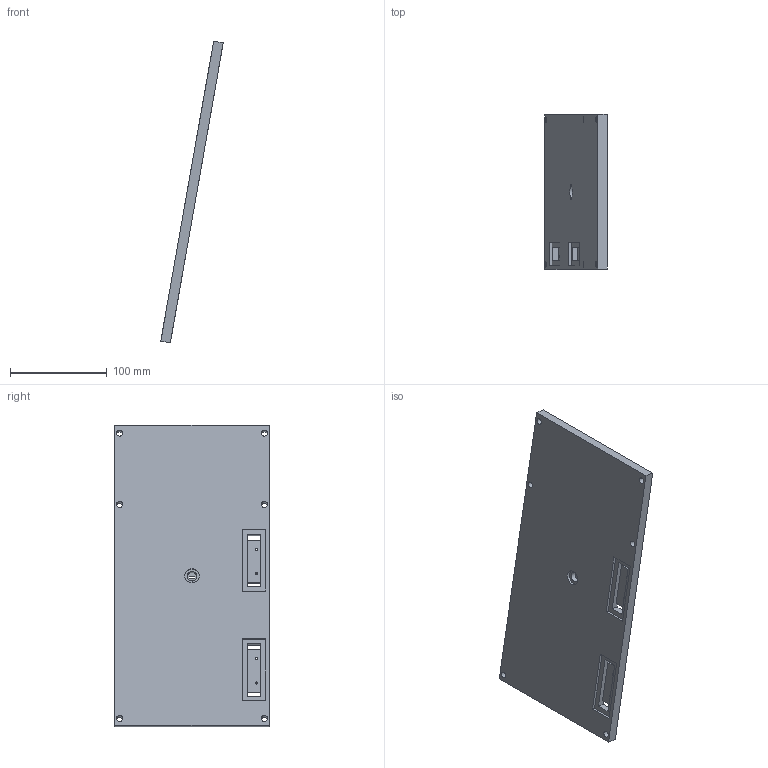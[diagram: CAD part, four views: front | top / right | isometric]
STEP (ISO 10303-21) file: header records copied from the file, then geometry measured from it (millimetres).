
FILE_DESCRIPTION(/* description */ (''),/* implementation_level */ '2;1');
FILE_NAME(/* name */ 'przykrywka.step',/* time_stamp */ '2025-04-01T12:23:46+02:00',/* author */ (''),/* organization */ (''),/* preprocessor_version */ 'ST-DEVELOPER v20.1',/* originating_system */ 'Autodesk Translation Framework v14.4.0.0',/* authorisation */ '');
FILE_SCHEMA (('AUTOMOTIVE_DESIGN { 1 0 10303 214 3 1 1 }'));
Length unit declared in the file: millimetre
Products named in the file (1): platforma
Bounding box: 64.59 x 160 x 312.18 mm (x, y, z)
Volume: 483892.2 mm3; surface area: 113723.5 mm2
Topology: 1 solids, 1 shells, 48 faces, 132 edges, 88 vertices
Faces by surface type: plane 36, cylinder 12
Full cylindrical faces by diameter (mm): 2.3 x4, 6.2 x6, 10 x1, 15 x1
Entity records: 1602 total; most frequent: CARTESIAN_POINT 269, ORIENTED_EDGE 264, DIRECTION 254, EDGE_CURVE 132, LINE 108, VECTOR 108, VERTEX_POINT 88, EDGE_LOOP 80
